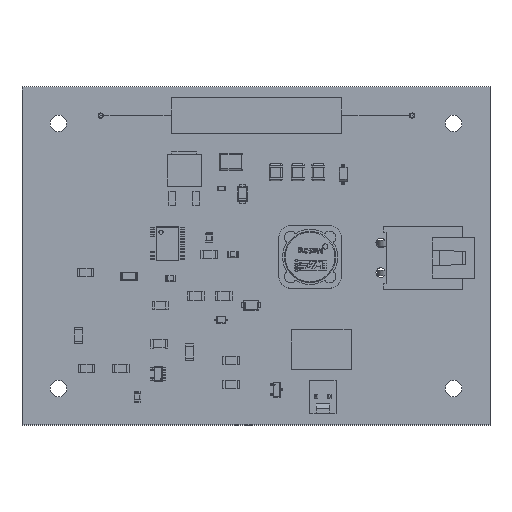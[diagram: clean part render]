
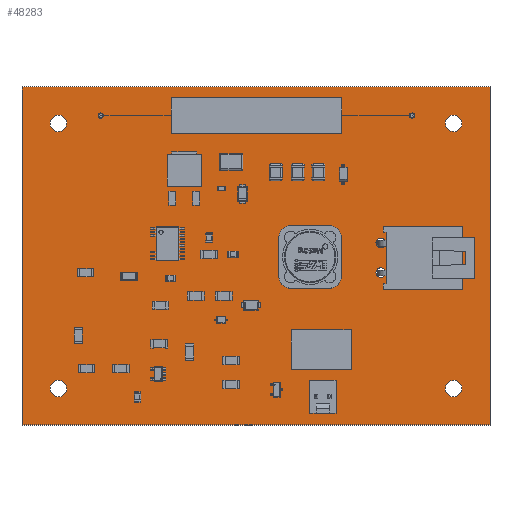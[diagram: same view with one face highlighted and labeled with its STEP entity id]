
A CAD part, top view. The second image highlights one B-rep face of the part: STEP entity #48283.
In plain terms, the highlighted planar face has unit normal (0, 0, 1).
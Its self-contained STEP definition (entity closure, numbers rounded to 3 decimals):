
#48017 = VERTEX_POINT('',#48018);
#48018 = CARTESIAN_POINT('',(125.,-110.,1.6));
#48024 = EDGE_CURVE('',#48017,#48025,#48027,.T.);
#48025 = VERTEX_POINT('',#48026);
#48026 = CARTESIAN_POINT('',(35.,-110.,1.6));
#48027 = LINE('',#48028,#48029);
#48028 = CARTESIAN_POINT('',(125.,-110.,1.6));
#48029 = VECTOR('',#48030,1.);
#48030 = DIRECTION('',(-1.,0.,0.));
#48057 = VERTEX_POINT('',#48058);
#48058 = CARTESIAN_POINT('',(125.,-45.,1.6));
#48064 = EDGE_CURVE('',#48057,#48017,#48065,.T.);
#48065 = LINE('',#48066,#48067);
#48066 = CARTESIAN_POINT('',(125.,-45.,1.6));
#48067 = VECTOR('',#48068,1.);
#48068 = DIRECTION('',(0.,-1.,0.));
#48086 = EDGE_CURVE('',#48025,#48087,#48089,.T.);
#48087 = VERTEX_POINT('',#48088);
#48088 = CARTESIAN_POINT('',(35.,-45.,1.6));
#48089 = LINE('',#48090,#48091);
#48090 = CARTESIAN_POINT('',(35.,-110.,1.6));
#48091 = VECTOR('',#48092,1.);
#48092 = DIRECTION('',(0.,1.,0.));
#48283 = ADVANCED_FACE('',(#48284,#48295,#48306,#48317,#48328,#48339,
    #48350,#48361,#48372,#48383,#48394,#48405,#48416,#48427,#48438),
  #48449,.F.);
#48284 = FACE_BOUND('',#48285,.F.);
#48285 = EDGE_LOOP('',(#48286,#48287,#48288,#48294));
#48286 = ORIENTED_EDGE('',*,*,#48024,.T.);
#48287 = ORIENTED_EDGE('',*,*,#48086,.T.);
#48288 = ORIENTED_EDGE('',*,*,#48289,.T.);
#48289 = EDGE_CURVE('',#48087,#48057,#48290,.T.);
#48290 = LINE('',#48291,#48292);
#48291 = CARTESIAN_POINT('',(35.,-45.,1.6));
#48292 = VECTOR('',#48293,1.);
#48293 = DIRECTION('',(1.,0.,0.));
#48294 = ORIENTED_EDGE('',*,*,#48064,.T.);
#48295 = FACE_BOUND('',#48296,.F.);
#48296 = EDGE_LOOP('',(#48297));
#48297 = ORIENTED_EDGE('',*,*,#48298,.F.);
#48298 = EDGE_CURVE('',#48299,#48299,#48301,.T.);
#48299 = VERTEX_POINT('',#48300);
#48300 = CARTESIAN_POINT('',(118.,-104.6,1.6));
#48301 = CIRCLE('',#48302,1.6);
#48302 = AXIS2_PLACEMENT_3D('',#48303,#48304,#48305);
#48303 = CARTESIAN_POINT('',(118.,-103.,1.6));
#48304 = DIRECTION('',(-0.,0.,-1.));
#48305 = DIRECTION('',(-0.,-1.,0.));
#48306 = FACE_BOUND('',#48307,.F.);
#48307 = EDGE_LOOP('',(#48308));
#48308 = ORIENTED_EDGE('',*,*,#48309,.F.);
#48309 = EDGE_CURVE('',#48310,#48310,#48312,.T.);
#48310 = VERTEX_POINT('',#48311);
#48311 = CARTESIAN_POINT('',(94.1,-105.01,1.6));
#48312 = CIRCLE('',#48313,0.51);
#48313 = AXIS2_PLACEMENT_3D('',#48314,#48315,#48316);
#48314 = CARTESIAN_POINT('',(94.1,-104.5,1.6));
#48315 = DIRECTION('',(-0.,0.,-1.));
#48316 = DIRECTION('',(-0.,-1.,0.));
#48317 = FACE_BOUND('',#48318,.F.);
#48318 = EDGE_LOOP('',(#48319));
#48319 = ORIENTED_EDGE('',*,*,#48320,.F.);
#48320 = EDGE_CURVE('',#48321,#48321,#48323,.T.);
#48321 = VERTEX_POINT('',#48322);
#48322 = CARTESIAN_POINT('',(91.56,-105.01,1.6));
#48323 = CIRCLE('',#48324,0.51);
#48324 = AXIS2_PLACEMENT_3D('',#48325,#48326,#48327);
#48325 = CARTESIAN_POINT('',(91.56,-104.5,1.6));
#48326 = DIRECTION('',(-0.,0.,-1.));
#48327 = DIRECTION('',(-0.,-1.,0.));
#48328 = FACE_BOUND('',#48329,.F.);
#48329 = EDGE_LOOP('',(#48330));
#48330 = ORIENTED_EDGE('',*,*,#48331,.F.);
#48331 = EDGE_CURVE('',#48332,#48332,#48334,.T.);
#48332 = VERTEX_POINT('',#48333);
#48333 = CARTESIAN_POINT('',(95.079,-94.446,1.6));
#48334 = CIRCLE('',#48335,0.47);
#48335 = AXIS2_PLACEMENT_3D('',#48336,#48337,#48338);
#48336 = CARTESIAN_POINT('',(95.079,-93.976,1.6));
#48337 = DIRECTION('',(-0.,0.,-1.));
#48338 = DIRECTION('',(-0.,-1.,0.));
#48339 = FACE_BOUND('',#48340,.F.);
#48340 = EDGE_LOOP('',(#48341));
#48341 = ORIENTED_EDGE('',*,*,#48342,.F.);
#48342 = EDGE_CURVE('',#48343,#48343,#48345,.T.);
#48343 = VERTEX_POINT('',#48344);
#48344 = CARTESIAN_POINT('',(92.539,-94.446,1.6));
#48345 = CIRCLE('',#48346,0.47);
#48346 = AXIS2_PLACEMENT_3D('',#48347,#48348,#48349);
#48347 = CARTESIAN_POINT('',(92.539,-93.976,1.6));
#48348 = DIRECTION('',(-0.,0.,-1.));
#48349 = DIRECTION('',(-0.,-1.,0.));
#48350 = FACE_BOUND('',#48351,.F.);
#48351 = EDGE_LOOP('',(#48352));
#48352 = ORIENTED_EDGE('',*,*,#48353,.F.);
#48353 = EDGE_CURVE('',#48354,#48354,#48356,.T.);
#48354 = VERTEX_POINT('',#48355);
#48355 = CARTESIAN_POINT('',(89.999,-94.446,1.6));
#48356 = CIRCLE('',#48357,0.47);
#48357 = AXIS2_PLACEMENT_3D('',#48358,#48359,#48360);
#48358 = CARTESIAN_POINT('',(89.999,-93.976,1.6));
#48359 = DIRECTION('',(-0.,0.,-1.));
#48360 = DIRECTION('',(-0.,-1.,0.));
#48361 = FACE_BOUND('',#48362,.F.);
#48362 = EDGE_LOOP('',(#48363));
#48363 = ORIENTED_EDGE('',*,*,#48364,.F.);
#48364 = EDGE_CURVE('',#48365,#48365,#48367,.T.);
#48365 = VERTEX_POINT('',#48366);
#48366 = CARTESIAN_POINT('',(111.3,-79.425,1.6));
#48367 = CIRCLE('',#48368,1.575);
#48368 = AXIS2_PLACEMENT_3D('',#48369,#48370,#48371);
#48369 = CARTESIAN_POINT('',(111.3,-77.85,1.6));
#48370 = DIRECTION('',(-0.,0.,-1.));
#48371 = DIRECTION('',(-0.,-1.,0.));
#48372 = FACE_BOUND('',#48373,.F.);
#48373 = EDGE_LOOP('',(#48374));
#48374 = ORIENTED_EDGE('',*,*,#48375,.F.);
#48375 = EDGE_CURVE('',#48376,#48376,#48378,.T.);
#48376 = VERTEX_POINT('',#48377);
#48377 = CARTESIAN_POINT('',(104.,-81.625,1.6));
#48378 = CIRCLE('',#48379,0.925);
#48379 = AXIS2_PLACEMENT_3D('',#48380,#48381,#48382);
#48380 = CARTESIAN_POINT('',(104.,-80.7,1.6));
#48381 = DIRECTION('',(-0.,0.,-1.));
#48382 = DIRECTION('',(-0.,-1.,0.));
#48383 = FACE_BOUND('',#48384,.F.);
#48384 = EDGE_LOOP('',(#48385));
#48385 = ORIENTED_EDGE('',*,*,#48386,.F.);
#48386 = EDGE_CURVE('',#48387,#48387,#48389,.T.);
#48387 = VERTEX_POINT('',#48388);
#48388 = CARTESIAN_POINT('',(42.,-104.6,1.6));
#48389 = CIRCLE('',#48390,1.6);
#48390 = AXIS2_PLACEMENT_3D('',#48391,#48392,#48393);
#48391 = CARTESIAN_POINT('',(42.,-103.,1.6));
#48392 = DIRECTION('',(-0.,0.,-1.));
#48393 = DIRECTION('',(-0.,-1.,0.));
#48394 = FACE_BOUND('',#48395,.F.);
#48395 = EDGE_LOOP('',(#48396));
#48396 = ORIENTED_EDGE('',*,*,#48397,.F.);
#48397 = EDGE_CURVE('',#48398,#48398,#48400,.T.);
#48398 = VERTEX_POINT('',#48399);
#48399 = CARTESIAN_POINT('',(104.,-75.925,1.6));
#48400 = CIRCLE('',#48401,0.925);
#48401 = AXIS2_PLACEMENT_3D('',#48402,#48403,#48404);
#48402 = CARTESIAN_POINT('',(104.,-75.,1.6));
#48403 = DIRECTION('',(-0.,0.,-1.));
#48404 = DIRECTION('',(-0.,-1.,0.));
#48405 = FACE_BOUND('',#48406,.F.);
#48406 = EDGE_LOOP('',(#48407));
#48407 = ORIENTED_EDGE('',*,*,#48408,.F.);
#48408 = EDGE_CURVE('',#48409,#48409,#48411,.T.);
#48409 = VERTEX_POINT('',#48410);
#48410 = CARTESIAN_POINT('',(118.,-53.6,1.6));
#48411 = CIRCLE('',#48412,1.6);
#48412 = AXIS2_PLACEMENT_3D('',#48413,#48414,#48415);
#48413 = CARTESIAN_POINT('',(118.,-52.,1.6));
#48414 = DIRECTION('',(-0.,0.,-1.));
#48415 = DIRECTION('',(-0.,-1.,0.));
#48416 = FACE_BOUND('',#48417,.F.);
#48417 = EDGE_LOOP('',(#48418));
#48418 = ORIENTED_EDGE('',*,*,#48419,.F.);
#48419 = EDGE_CURVE('',#48420,#48420,#48422,.T.);
#48420 = VERTEX_POINT('',#48421);
#48421 = CARTESIAN_POINT('',(110.,-51.005,1.6));
#48422 = CIRCLE('',#48423,0.505);
#48423 = AXIS2_PLACEMENT_3D('',#48424,#48425,#48426);
#48424 = CARTESIAN_POINT('',(110.,-50.5,1.6));
#48425 = DIRECTION('',(-0.,0.,-1.));
#48426 = DIRECTION('',(-0.,-1.,0.));
#48427 = FACE_BOUND('',#48428,.F.);
#48428 = EDGE_LOOP('',(#48429));
#48429 = ORIENTED_EDGE('',*,*,#48430,.F.);
#48430 = EDGE_CURVE('',#48431,#48431,#48433,.T.);
#48431 = VERTEX_POINT('',#48432);
#48432 = CARTESIAN_POINT('',(50.16,-51.005,1.6));
#48433 = CIRCLE('',#48434,0.505);
#48434 = AXIS2_PLACEMENT_3D('',#48435,#48436,#48437);
#48435 = CARTESIAN_POINT('',(50.16,-50.5,1.6));
#48436 = DIRECTION('',(-0.,0.,-1.));
#48437 = DIRECTION('',(-0.,-1.,0.));
#48438 = FACE_BOUND('',#48439,.F.);
#48439 = EDGE_LOOP('',(#48440));
#48440 = ORIENTED_EDGE('',*,*,#48441,.F.);
#48441 = EDGE_CURVE('',#48442,#48442,#48444,.T.);
#48442 = VERTEX_POINT('',#48443);
#48443 = CARTESIAN_POINT('',(42.,-53.6,1.6));
#48444 = CIRCLE('',#48445,1.6);
#48445 = AXIS2_PLACEMENT_3D('',#48446,#48447,#48448);
#48446 = CARTESIAN_POINT('',(42.,-52.,1.6));
#48447 = DIRECTION('',(-0.,0.,-1.));
#48448 = DIRECTION('',(-0.,-1.,0.));
#48449 = PLANE('',#48450);
#48450 = AXIS2_PLACEMENT_3D('',#48451,#48452,#48453);
#48451 = CARTESIAN_POINT('',(80.,-77.5,1.6));
#48452 = DIRECTION('',(-0.,-0.,-1.));
#48453 = DIRECTION('',(-1.,0.,0.));
